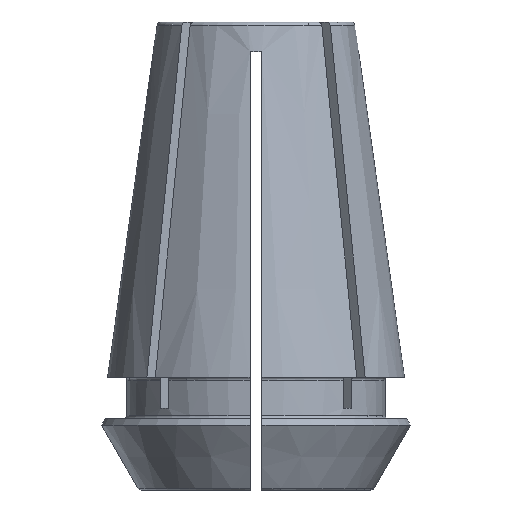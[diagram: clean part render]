
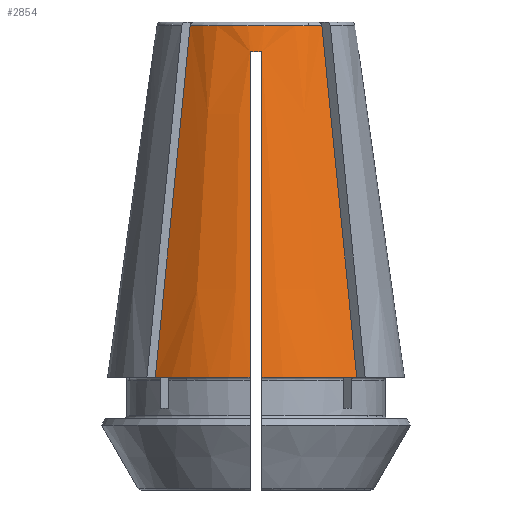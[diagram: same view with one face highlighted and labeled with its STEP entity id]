
A CAD part, front view. The second image highlights one B-rep face of the part: STEP entity #2854.
In plain terms, the highlighted conical face has half-angle 8 degrees and reference radius 6.641 mm.
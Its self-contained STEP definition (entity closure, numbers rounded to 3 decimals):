
#67=CONICAL_SURFACE('',#3113,6.641,0.14);
#124=CIRCLE('',#2982,6.922);
#206=CIRCLE('',#3114,10.);
#207=CIRCLE('',#3115,6.677);
#208=CIRCLE('',#3116,10.);
#1078=ORIENTED_EDGE('',*,*,#1906,.T.);
#1079=ORIENTED_EDGE('',*,*,#1907,.T.);
#1080=ORIENTED_EDGE('',*,*,#1908,.F.);
#1081=ORIENTED_EDGE('',*,*,#1721,.T.);
#1082=ORIENTED_EDGE('',*,*,#1909,.T.);
#1083=ORIENTED_EDGE('',*,*,#1910,.F.);
#1084=ORIENTED_EDGE('',*,*,#1675,.F.);
#1085=ORIENTED_EDGE('',*,*,#1694,.T.);
#1675=EDGE_CURVE('',#2125,#2127,#124,.T.);
#1694=EDGE_CURVE('',#2125,#2145,#2370,.T.);
#1721=EDGE_CURVE('',#2170,#2169,#2376,.T.);
#1906=EDGE_CURVE('',#2145,#2305,#206,.T.);
#1907=EDGE_CURVE('',#2305,#2306,#2411,.T.);
#1908=EDGE_CURVE('',#2170,#2306,#207,.T.);
#1909=EDGE_CURVE('',#2169,#2307,#208,.T.);
#1910=EDGE_CURVE('',#2127,#2307,#2412,.T.);
#2125=VERTEX_POINT('',#4412);
#2127=VERTEX_POINT('',#4415);
#2145=VERTEX_POINT('',#4464);
#2169=VERTEX_POINT('',#4546);
#2170=VERTEX_POINT('',#4554);
#2305=VERTEX_POINT('',#5051);
#2306=VERTEX_POINT('',#5059);
#2307=VERTEX_POINT('',#5062);
#2370=B_SPLINE_CURVE_WITH_KNOTS('',3,(#4465,#4466,#4467,#4468,#4469,#4470,
#4471,#4472,#4473,#4474),.UNSPECIFIED.,.F.,.F.,(4,3,3,4),(0.01,
0.013,0.026,0.032),.UNSPECIFIED.);
#2376=B_SPLINE_CURVE_WITH_KNOTS('',3,(#4547,#4548,#4549,#4550,#4551,#4552,
#4553),.UNSPECIFIED.,.F.,.F.,(4,3,4),(0.,0.012,
0.024),.UNSPECIFIED.);
#2411=B_SPLINE_CURVE_WITH_KNOTS('',3,(#5052,#5053,#5054,#5055,#5056,#5057,
#5058),.UNSPECIFIED.,.F.,.F.,(4,3,4),(0.,0.018,
0.024),.UNSPECIFIED.);
#2412=B_SPLINE_CURVE_WITH_KNOTS('',3,(#5063,#5064,#5065,#5066,#5067,#5068,
#5069,#5070,#5071,#5072),.UNSPECIFIED.,.F.,.F.,(4,3,3,4),(0.01,
0.013,0.026,0.032),.UNSPECIFIED.);
#2490=EDGE_LOOP('',(#1078,#1079,#1080,#1081,#1082,#1083,#1084,#1085));
#2642=FACE_BOUND('',#2490,.T.);
#2854=ADVANCED_FACE('',(#2642),#67,.T.);
#2982=AXIS2_PLACEMENT_3D('',#4414,#3390,#3391);
#3113=AXIS2_PLACEMENT_3D('',#5049,#3756,#3757);
#3114=AXIS2_PLACEMENT_3D('',#5050,#3758,#3759);
#3115=AXIS2_PLACEMENT_3D('',#5060,#3760,#3761);
#3116=AXIS2_PLACEMENT_3D('',#5061,#3762,#3763);
#3390=DIRECTION('',(0.,0.,-1.));
#3391=DIRECTION('',(-1.,0.,0.));
#3756=DIRECTION('',(0.,0.,-1.));
#3757=DIRECTION('',(-1.,0.,0.));
#3758=DIRECTION('',(0.,0.,1.));
#3759=DIRECTION('',(1.,0.,0.));
#3760=DIRECTION('',(0.,0.,1.));
#3761=DIRECTION('',(1.,0.,0.));
#3762=DIRECTION('',(0.,0.,1.));
#3763=DIRECTION('',(1.,0.,0.));
#4412=CARTESIAN_POINT('',(0.4,-6.911,24.7));
#4414=CARTESIAN_POINT('',(0.,0.,24.7));
#4415=CARTESIAN_POINT('',(-0.4,-6.911,24.7));
#4464=CARTESIAN_POINT('',(0.4,-9.992,2.8));
#4465=CARTESIAN_POINT('',(0.4,-6.911,24.7));
#4466=CARTESIAN_POINT('',(0.4,-7.043,23.76));
#4467=CARTESIAN_POINT('',(0.4,-7.175,22.819));
#4468=CARTESIAN_POINT('',(0.4,-7.308,21.879));
#4469=CARTESIAN_POINT('',(0.4,-7.905,17.638));
#4470=CARTESIAN_POINT('',(0.4,-8.501,13.396));
#4471=CARTESIAN_POINT('',(0.4,-9.098,9.155));
#4472=CARTESIAN_POINT('',(0.4,-9.396,7.037));
#4473=CARTESIAN_POINT('',(0.4,-9.694,4.918));
#4474=CARTESIAN_POINT('',(0.4,-9.992,2.8));
#4546=CARTESIAN_POINT('',(-6.783,-7.348,2.8));
#4547=CARTESIAN_POINT('',(-4.43,-4.996,26.442));
#4548=CARTESIAN_POINT('',(-4.816,-5.381,22.572));
#4549=CARTESIAN_POINT('',(-5.201,-5.766,18.703));
#4550=CARTESIAN_POINT('',(-5.586,-6.151,14.833));
#4551=CARTESIAN_POINT('',(-5.985,-6.55,10.822));
#4552=CARTESIAN_POINT('',(-6.384,-6.949,6.811));
#4553=CARTESIAN_POINT('',(-6.783,-7.348,2.8));
#4554=CARTESIAN_POINT('',(-4.43,-4.996,26.442));
#5049=CARTESIAN_POINT('',(0.,0.,26.7));
#5050=CARTESIAN_POINT('',(0.,0.,2.8));
#5051=CARTESIAN_POINT('',(6.783,-7.348,2.8));
#5052=CARTESIAN_POINT('',(6.783,-7.348,2.8));
#5053=CARTESIAN_POINT('',(6.206,-6.772,8.595));
#5054=CARTESIAN_POINT('',(5.63,-6.195,14.39));
#5055=CARTESIAN_POINT('',(5.053,-5.619,20.185));
#5056=CARTESIAN_POINT('',(4.845,-5.411,22.271));
#5057=CARTESIAN_POINT('',(4.638,-5.204,24.356));
#5058=CARTESIAN_POINT('',(4.43,-4.996,26.442));
#5059=CARTESIAN_POINT('',(4.43,-4.996,26.442));
#5060=CARTESIAN_POINT('',(0.,0.,26.442));
#5061=CARTESIAN_POINT('',(0.,0.,2.8));
#5062=CARTESIAN_POINT('',(-0.4,-9.992,2.8));
#5063=CARTESIAN_POINT('',(-0.4,-6.911,24.7));
#5064=CARTESIAN_POINT('',(-0.4,-7.043,23.76));
#5065=CARTESIAN_POINT('',(-0.4,-7.175,22.819));
#5066=CARTESIAN_POINT('',(-0.4,-7.308,21.879));
#5067=CARTESIAN_POINT('',(-0.4,-7.905,17.638));
#5068=CARTESIAN_POINT('',(-0.4,-8.501,13.396));
#5069=CARTESIAN_POINT('',(-0.4,-9.098,9.155));
#5070=CARTESIAN_POINT('',(-0.4,-9.396,7.037));
#5071=CARTESIAN_POINT('',(-0.4,-9.694,4.918));
#5072=CARTESIAN_POINT('',(-0.4,-9.992,2.8));
